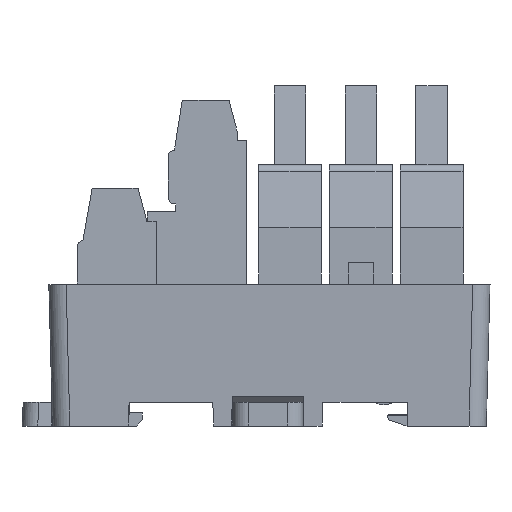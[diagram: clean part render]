
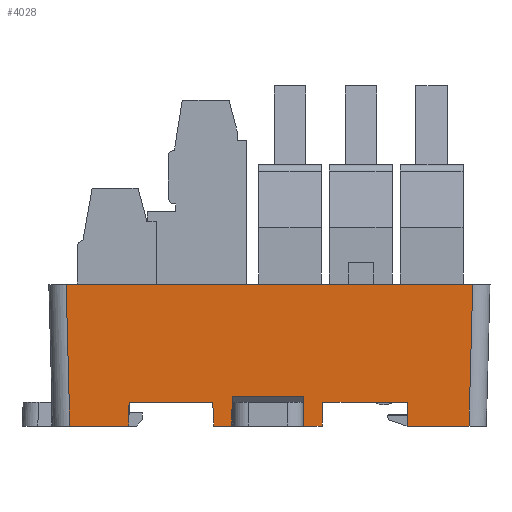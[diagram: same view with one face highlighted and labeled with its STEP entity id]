
A CAD part, left-side view. The second image highlights one B-rep face of the part: STEP entity #4028.
In plain terms, the highlighted planar face has unit normal (-1, 0, -0.026).
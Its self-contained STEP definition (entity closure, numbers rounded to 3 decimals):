
#2201=FACE_OUTER_BOUND('',#8351,.T.);
#4028=ADVANCED_FACE('',(#2201),#5935,.T.);
#5935=PLANE('',#37528);
#8351=EDGE_LOOP('',(#11529,#11530,#11531,#11532,#11533,#11534,#11535,#11536,
#11537,#11538,#11539,#11540,#11541,#11542,#11543,#11544));
#11529=ORIENTED_EDGE('',*,*,#24350,.F.);
#11530=ORIENTED_EDGE('',*,*,#24309,.T.);
#11531=ORIENTED_EDGE('',*,*,#24354,.T.);
#11532=ORIENTED_EDGE('',*,*,#23960,.T.);
#11533=ORIENTED_EDGE('',*,*,#24364,.T.);
#11534=ORIENTED_EDGE('',*,*,#24153,.T.);
#11535=ORIENTED_EDGE('',*,*,#24367,.T.);
#11536=ORIENTED_EDGE('',*,*,#24133,.F.);
#11537=ORIENTED_EDGE('',*,*,#24372,.T.);
#11538=ORIENTED_EDGE('',*,*,#24149,.T.);
#11539=ORIENTED_EDGE('',*,*,#24170,.F.);
#11540=ORIENTED_EDGE('',*,*,#23974,.T.);
#11541=ORIENTED_EDGE('',*,*,#24341,.F.);
#11542=ORIENTED_EDGE('',*,*,#24305,.T.);
#11543=ORIENTED_EDGE('',*,*,#24345,.F.);
#11544=ORIENTED_EDGE('',*,*,#24348,.T.);
#20607=VERTEX_POINT('',#49319);
#20608=VERTEX_POINT('',#49321);
#20621=VERTEX_POINT('',#49347);
#20622=VERTEX_POINT('',#49349);
#20738=VERTEX_POINT('',#49666);
#20739=VERTEX_POINT('',#49668);
#20747=VERTEX_POINT('',#49693);
#20748=VERTEX_POINT('',#49695);
#20751=VERTEX_POINT('',#49702);
#20752=VERTEX_POINT('',#49704);
#20843=VERTEX_POINT('',#50008);
#20845=VERTEX_POINT('',#50013);
#20848=VERTEX_POINT('',#50021);
#20849=VERTEX_POINT('',#50023);
#20868=VERTEX_POINT('',#50092);
#20869=VERTEX_POINT('',#50097);
#23960=EDGE_CURVE('',#20608,#20607,#28911,.T.);
#23974=EDGE_CURVE('',#20622,#20621,#28923,.T.);
#24133=EDGE_CURVE('',#20738,#20739,#29074,.T.);
#24149=EDGE_CURVE('',#20748,#20747,#29087,.T.);
#24153=EDGE_CURVE('',#20752,#20751,#29089,.T.);
#24170=EDGE_CURVE('',#20622,#20747,#29105,.T.);
#24305=EDGE_CURVE('',#20843,#20845,#29235,.T.);
#24309=EDGE_CURVE('',#20849,#20848,#29238,.T.);
#24341=EDGE_CURVE('',#20843,#20621,#29270,.T.);
#24345=EDGE_CURVE('',#20868,#20845,#29274,.T.);
#24348=EDGE_CURVE('',#20868,#20869,#29277,.T.);
#24350=EDGE_CURVE('',#20849,#20869,#29279,.T.);
#24354=EDGE_CURVE('',#20848,#20608,#29283,.T.);
#24364=EDGE_CURVE('',#20607,#20752,#29291,.T.);
#24367=EDGE_CURVE('',#20751,#20739,#29294,.T.);
#24372=EDGE_CURVE('',#20738,#20748,#29299,.T.);
#28911=LINE('',#49320,#33249);
#28923=LINE('',#49348,#33261);
#29074=LINE('',#49667,#33412);
#29087=LINE('',#49694,#33425);
#29089=LINE('',#49703,#33427);
#29105=LINE('',#49736,#33443);
#29235=LINE('',#50014,#33573);
#29238=LINE('',#50022,#33576);
#29270=LINE('',#50085,#33608);
#29274=LINE('',#50093,#33612);
#29277=LINE('',#50098,#33615);
#29279=LINE('',#50101,#33617);
#29283=LINE('',#50108,#33621);
#29291=LINE('',#50127,#33629);
#29294=LINE('',#50132,#33632);
#29299=LINE('',#50144,#33637);
#33249=VECTOR('',#39985,1.);
#33261=VECTOR('',#40001,1.);
#33412=VECTOR('',#40254,1.);
#33425=VECTOR('',#40277,1.);
#33427=VECTOR('',#40285,1.);
#33443=VECTOR('',#40311,1.);
#33573=VECTOR('',#40573,1.);
#33576=VECTOR('',#40580,1.);
#33608=VECTOR('',#40636,1.);
#33612=VECTOR('',#40646,1.);
#33615=VECTOR('',#40651,1.);
#33617=VECTOR('',#40655,1.);
#33621=VECTOR('',#40665,1.);
#33629=VECTOR('',#40691,1.);
#33632=VECTOR('',#40698,1.);
#33637=VECTOR('',#40717,1.);
#37528=AXIS2_PLACEMENT_3D('',#50146,#40720,#40721);
#39985=DIRECTION('',(0.,-1.,0.));
#40001=DIRECTION('',(0.,-1.,0.));
#40254=DIRECTION('',(0.,-1.,0.));
#40277=DIRECTION('',(0.,-1.,0.));
#40285=DIRECTION('',(0.,-1.,0.));
#40311=DIRECTION('',(0.026,0.017,-1.));
#40573=DIRECTION('',(0.,-1.,0.));
#40580=DIRECTION('',(0.,-1.,0.));
#40636=DIRECTION('',(-0.026,0.035,0.999));
#40646=DIRECTION('',(0.026,0.009,-1.));
#40651=DIRECTION('',(0.,-1.,0.));
#40655=DIRECTION('',(-0.026,0.009,1.));
#40665=DIRECTION('',(-0.026,-0.035,0.999));
#40691=DIRECTION('',(0.026,-0.017,-1.));
#40698=DIRECTION('',(-0.026,-0.026,0.999));
#40717=DIRECTION('',(0.026,-0.026,-0.999));
#40720=DIRECTION('',(-1.,0.,-0.026));
#40721=DIRECTION('',(-0.026,0.,1.));
#49319=CARTESIAN_POINT('',(-359.057,382.449,175.));
#49320=CARTESIAN_POINT('',(-359.057,400.199,175.));
#49321=CARTESIAN_POINT('',(-359.057,393.199,175.));
#49347=CARTESIAN_POINT('',(-359.057,407.199,175.));
#49348=CARTESIAN_POINT('',(-359.057,400.199,175.));
#49349=CARTESIAN_POINT('',(-359.057,417.849,175.));
#49666=CARTESIAN_POINT('',(-359.45,425.85,190.));
#49667=CARTESIAN_POINT('',(-359.45,399.699,190.));
#49668=CARTESIAN_POINT('',(-359.45,374.148,190.));
#49693=CARTESIAN_POINT('',(-358.979,417.901,172.));
#49694=CARTESIAN_POINT('',(-358.979,400.199,172.));
#49695=CARTESIAN_POINT('',(-358.979,425.378,172.));
#49702=CARTESIAN_POINT('',(-358.979,374.62,172.));
#49703=CARTESIAN_POINT('',(-358.979,399.699,172.));
#49704=CARTESIAN_POINT('',(-358.979,382.397,172.));
#49736=CARTESIAN_POINT('',(-359.026,417.87,173.796));
#50008=CARTESIAN_POINT('',(-358.979,407.094,172.));
#50013=CARTESIAN_POINT('',(-358.979,404.775,172.));
#50014=CARTESIAN_POINT('',(-358.979,400.199,172.));
#50021=CARTESIAN_POINT('',(-358.979,393.304,172.));
#50022=CARTESIAN_POINT('',(-358.979,400.199,172.));
#50023=CARTESIAN_POINT('',(-358.979,395.623,172.));
#50085=CARTESIAN_POINT('',(-359.026,407.157,173.798));
#50092=CARTESIAN_POINT('',(-359.076,404.743,175.726));
#50093=CARTESIAN_POINT('',(-359.451,404.618,190.04));
#50097=CARTESIAN_POINT('',(-359.076,395.655,175.726));
#50098=CARTESIAN_POINT('',(-359.076,190.754,175.726));
#50101=CARTESIAN_POINT('',(-359.451,395.78,190.032));
#50108=CARTESIAN_POINT('',(-359.444,392.684,189.753));
#50127=CARTESIAN_POINT('',(-359.458,382.716,190.294));
#50132=CARTESIAN_POINT('',(-359.433,374.166,189.34));
#50144=CARTESIAN_POINT('',(-359.433,425.833,189.34));
#50146=CARTESIAN_POINT('',(-359.45,399.699,189.997));
